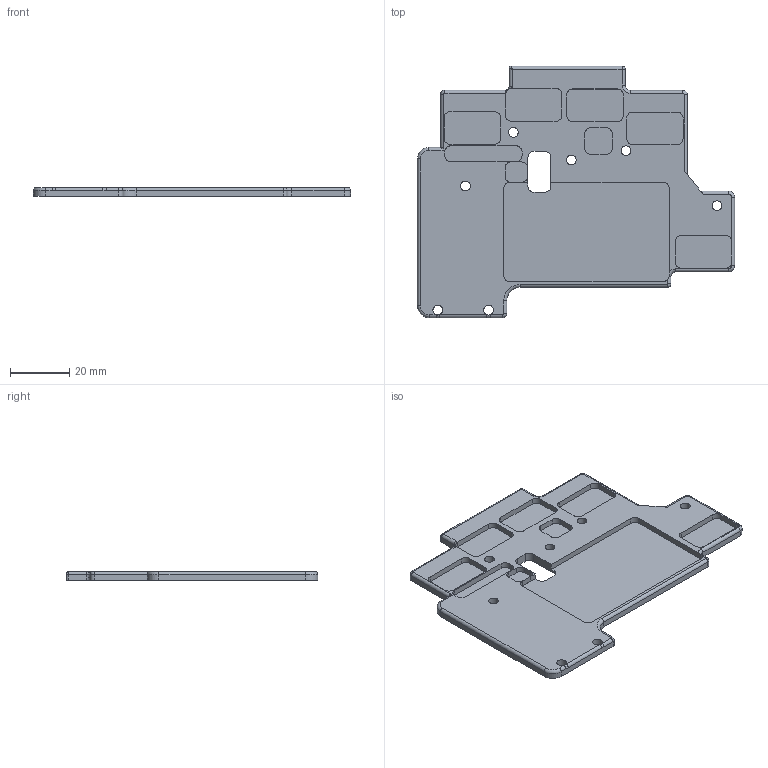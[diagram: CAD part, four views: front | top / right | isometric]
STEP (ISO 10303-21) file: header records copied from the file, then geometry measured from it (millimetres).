
FILE_DESCRIPTION(('FreeCAD Model'),'2;1');
FILE_NAME('Open CASCADE Shape Model','2025-05-31T11:16:02',(''),(''), 'Open CASCADE STEP processor 7.8','FreeCAD','Unknown');
FILE_SCHEMA(('AUTOMOTIVE_DESIGN { 1 0 10303 214 1 1 1 1 }'));
Length unit declared in the file: millimetre
Products named in the file (2): bu-case; Body006
Assembly tree (1 placements, depth 2):
  bu-case
    Body006
Bounding box: 106.91 x 84.79 x 3 mm (x, y, z)
Volume: 13991.7 mm3; surface area: 15936.1 mm2
Topology: 1 solids, 1 shells, 165 faces, 449 edges, 287 vertices
Faces by surface type: cylinder 80, plane 69, torus 8, revolution 4, bspline 4
Full cylindrical faces by diameter (mm): 3.3 x7
Entity records: 5690 total; most frequent: CARTESIAN_POINT 1367, DIRECTION 919, ORIENTED_EDGE 894, EDGE_CURVE 447, AXIS2_PLACEMENT_3D 326, VERTEX_POINT 287, LINE 263, VECTOR 263
